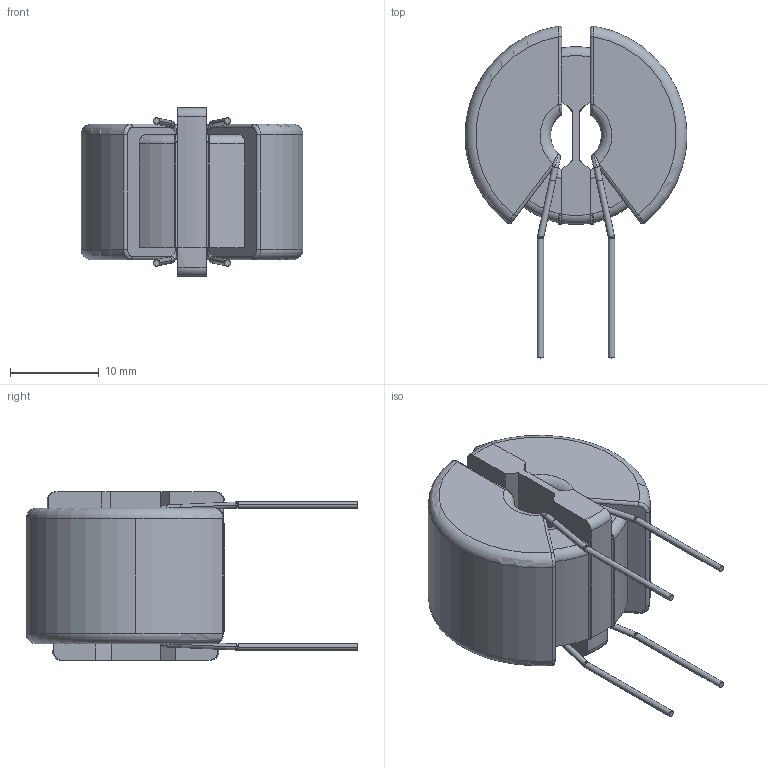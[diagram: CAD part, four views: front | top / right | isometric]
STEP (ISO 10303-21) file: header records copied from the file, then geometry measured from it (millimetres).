
FILE_DESCRIPTION (( 'STEP AP214' ), '1' );
FILE_NAME ('SC-04-200.STEP', '2019-02-03T23:58:10', ( '' ), ( '' ), 'SwSTEP 2.0', 'SolidWorks 2018', '' );
FILE_SCHEMA (( 'AUTOMOTIVE_DESIGN' ));
Length unit declared in the file: millimetre
Products named in the file (1): SC-04-200
Bounding box: 25 x 37.37 x 19 mm (x, y, z)
Volume: 6418.2 mm3; surface area: 3802.1 mm2
Topology: 1 solids, 1 shells, 221 faces, 641 edges, 421 vertices
Faces by surface type: cylinder 79, plane 62, bspline 46, torus 22, cone 12
Entity records: 17329 total; most frequent: CARTESIAN_POINT 9395, ORIENTED_EDGE 1282, DIRECTION 1014, EDGE_CURVE 641, VERTEX_POINT 421, AXIS2_PLACEMENT_3D 392, VECTOR 230, LINE 230
